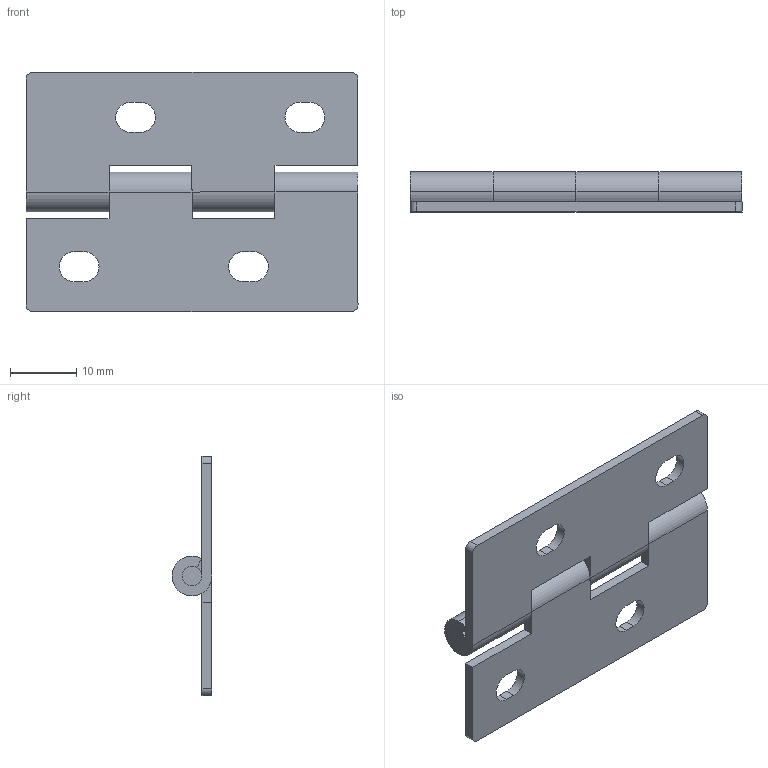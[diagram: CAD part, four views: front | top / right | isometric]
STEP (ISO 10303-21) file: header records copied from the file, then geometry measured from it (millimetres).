
FILE_DESCRIPTION (( 'STEP AP214' ), '1' );
FILE_NAME ('TH-31_X.STEP', '2022-02-14T00:33:15', ( '' ), ( '' ), 'SwSTEP 2.0', 'SolidWorks 2016', '' );
FILE_SCHEMA (( 'AUTOMOTIVE_DESIGN' ));
Length unit declared in the file: millimetre
Products named in the file (1): TH-31_X
Bounding box: 50 x 6 x 36 mm (x, y, z)
Volume: 3496.6 mm3; surface area: 5349.3 mm2
Topology: 3 solids, 3 shells, 75 faces, 207 edges, 138 vertices
Faces by surface type: cylinder 41, plane 34
Entity records: 3316 total; most frequent: DIRECTION 441, CARTESIAN_POINT 421, ORIENTED_EDGE 414, EDGE_CURVE 207, AXIS2_PLACEMENT_3D 158, VERTEX_POINT 138, VECTOR 125, LINE 125
